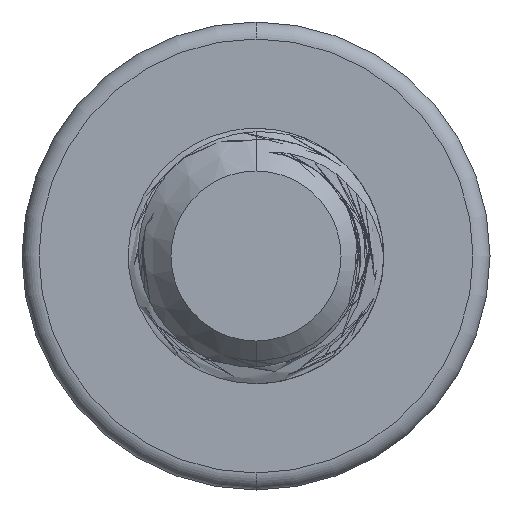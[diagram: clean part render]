
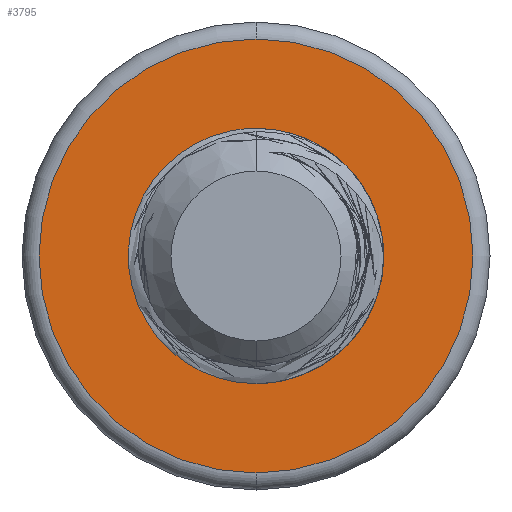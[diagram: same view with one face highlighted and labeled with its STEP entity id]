
A CAD part, front view. The second image highlights one B-rep face of the part: STEP entity #3795.
In plain terms, the highlighted planar face has unit normal (0, -1, 0).
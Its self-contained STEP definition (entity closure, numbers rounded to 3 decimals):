
#630 = DIRECTION ( 'NONE',  ( 0., 1., 0. ) ) ;
#643 = EDGE_LOOP ( 'NONE', ( #3030, #4887 ) ) ;
#829 = CARTESIAN_POINT ( 'NONE',  ( 0.629, 30., -1.214 ) ) ;
#944 = CARTESIAN_POINT ( 'NONE',  ( -0.262, 30., -1.247 ) ) ;
#1124 = DIRECTION ( 'NONE',  ( 0., 0., 1. ) ) ;
#1227 = CARTESIAN_POINT ( 'NONE',  ( -1.133, 30., 0.477 ) ) ;
#1231 = CARTESIAN_POINT ( 'NONE',  ( 1.07, 30., 1.051 ) ) ;
#1325 = AXIS2_PLACEMENT_3D ( 'NONE', #1356, #630, #8025 ) ;
#1356 = CARTESIAN_POINT ( 'NONE',  ( 0., 30., 0. ) ) ;
#1736 = CARTESIAN_POINT ( 'NONE',  ( 1.35, 30., -0.536 ) ) ;
#1780 = CARTESIAN_POINT ( 'NONE',  ( -0.613, 30., -1.078 ) ) ;
#1860 = CARTESIAN_POINT ( 'NONE',  ( 1.399, 30., -0.433 ) ) ;
#2039 = CARTESIAN_POINT ( 'NONE',  ( 0., 30., 0. ) ) ;
#2149 = CARTESIAN_POINT ( 'NONE',  ( -0.617, 30., 1.196 ) ) ;
#2519 = B_SPLINE_CURVE_WITH_KNOTS ( 'NONE', 3,
 ( #3509, #1780, #8457, #9199, #10310, #3755, #10369, #7394, #11158, #3695 ),
 .UNSPECIFIED., .F., .F.,
 ( 4, 2, 2, 2, 4 ),
 ( 0., 0., 0.001, 0.001, 0.002 ),
 .UNSPECIFIED. ) ;
#2523 = EDGE_CURVE ( 'NONE', #10466, #11992, #10354, .T. ) ;
#2775 = AXIS2_PLACEMENT_3D ( 'NONE', #6554, #5566, #2803 ) ;
#2803 = DIRECTION ( 'NONE',  ( 0., 0., 1. ) ) ;
#3030 = ORIENTED_EDGE ( 'NONE', *, *, #9919, .T. ) ;
#3449 = VERTEX_POINT ( 'NONE', #6744 ) ;
#3495 = CIRCLE ( 'NONE', #6840, 2.55 ) ;
#3509 = CARTESIAN_POINT ( 'NONE',  ( -0.461, 30., -1.14 ) ) ;
#3512 = B_SPLINE_CURVE_WITH_KNOTS ( 'NONE', 3,
 ( #3650, #7353, #6421, #1860, #1736, #10263, #5499, #829, #7478, #7410, #944, #11175 ),
 .UNSPECIFIED., .F., .F.,
 ( 4, 2, 2, 2, 2, 4 ),
 ( 0., 0., 0.001, 0.001, 0.002, 0.003 ),
 .UNSPECIFIED. ) ;
#3650 = CARTESIAN_POINT ( 'NONE',  ( 1.5, 30., 0. ) ) ;
#3695 = CARTESIAN_POINT ( 'NONE',  ( -1.133, 30., 0.477 ) ) ;
#3755 = CARTESIAN_POINT ( 'NONE',  ( -1.198, 30., -0.322 ) ) ;
#3795 = ADVANCED_FACE ( 'NONE', ( #9160, #8300 ), #5388, .F. ) ;
#4116 = CARTESIAN_POINT ( 'NONE',  ( 0.694, 30., 1.305 ) ) ;
#4742 = DIRECTION ( 'NONE',  ( 0., -1., 0. ) ) ;
#4887 = ORIENTED_EDGE ( 'NONE', *, *, #10226, .T. ) ;
#4965 = VERTEX_POINT ( 'NONE', #6570 ) ;
#4987 = CARTESIAN_POINT ( 'NONE',  ( -1.133, 30., 0.477 ) ) ;
#5331 = ORIENTED_EDGE ( 'NONE', *, *, #8482, .T. ) ;
#5388 = PLANE ( 'NONE',  #2775 ) ;
#5499 = CARTESIAN_POINT ( 'NONE',  ( 1.012, 30., -0.982 ) ) ;
#5566 = DIRECTION ( 'NONE',  ( 0., 1., 0. ) ) ;
#5687 = CARTESIAN_POINT ( 'NONE',  ( 1.5, 30., 0. ) ) ;
#5855 = CARTESIAN_POINT ( 'NONE',  ( -1.07, 30., 0.695 ) ) ;
#5862 = AXIS2_PLACEMENT_3D ( 'NONE', #6467, #4742, #11160 ) ;
#5891 = VERTEX_POINT ( 'NONE', #8580 ) ;
#6421 = CARTESIAN_POINT ( 'NONE',  ( 1.468, 30., -0.222 ) ) ;
#6467 = CARTESIAN_POINT ( 'NONE',  ( 0., 30., 0. ) ) ;
#6554 = CARTESIAN_POINT ( 'NONE',  ( 0., 30., 0. ) ) ;
#6570 = CARTESIAN_POINT ( 'NONE',  ( 0., 30., 2.55 ) ) ;
#6744 = CARTESIAN_POINT ( 'NONE',  ( 0., 30., -2.55 ) ) ;
#6840 = AXIS2_PLACEMENT_3D ( 'NONE', #2039, #9581, #1124 ) ;
#7353 = CARTESIAN_POINT ( 'NONE',  ( 1.491, 30., -0.112 ) ) ;
#7394 = CARTESIAN_POINT ( 'NONE',  ( -1.229, 30., 0.166 ) ) ;
#7410 = CARTESIAN_POINT ( 'NONE',  ( -0.038, 30., -1.298 ) ) ;
#7478 = CARTESIAN_POINT ( 'NONE',  ( 0.409, 30., -1.283 ) ) ;
#8025 = DIRECTION ( 'NONE',  ( 0., 0., 1. ) ) ;
#8300 = FACE_BOUND ( 'NONE', #9362, .T. ) ;
#8457 = CARTESIAN_POINT ( 'NONE',  ( -0.751, 30., -0.986 ) ) ;
#8482 = EDGE_CURVE ( 'NONE', #11992, #9651, #11170, .T. ) ;
#8556 = EDGE_CURVE ( 'NONE', #5891, #10466, #2519, .T. ) ;
#8580 = CARTESIAN_POINT ( 'NONE',  ( -0.461, 30., -1.14 ) ) ;
#8704 = CARTESIAN_POINT ( 'NONE',  ( -0.947, 30., 0.891 ) ) ;
#9160 = FACE_OUTER_BOUND ( 'NONE', #643, .T. ) ;
#9199 = CARTESIAN_POINT ( 'NONE',  ( -0.981, 30., -0.759 ) ) ;
#9273 = ORIENTED_EDGE ( 'NONE', *, *, #2523, .T. ) ;
#9362 = EDGE_LOOP ( 'NONE', ( #5331, #9413, #10468, #9273 ) ) ;
#9413 = ORIENTED_EDGE ( 'NONE', *, *, #9764, .T. ) ;
#9581 = DIRECTION ( 'NONE',  ( 0., -1., 0. ) ) ;
#9630 = CARTESIAN_POINT ( 'NONE',  ( 0.897, 30., 1.197 ) ) ;
#9651 = VERTEX_POINT ( 'NONE', #5687 ) ;
#9687 = CARTESIAN_POINT ( 'NONE',  ( -0.409, 30., 1.304 ) ) ;
#9745 = CARTESIAN_POINT ( 'NONE',  ( 0.026, 30., 1.412 ) ) ;
#9764 = EDGE_CURVE ( 'NONE', #9651, #5891, #3512, .T. ) ;
#9919 = EDGE_CURVE ( 'NONE', #4965, #3449, #3495, .T. ) ;
#10226 = EDGE_CURVE ( 'NONE', #3449, #4965, #10408, .T. ) ;
#10263 = CARTESIAN_POINT ( 'NONE',  ( 1.175, 30., -0.82 ) ) ;
#10310 = CARTESIAN_POINT ( 'NONE',  ( -1.073, 30., -0.621 ) ) ;
#10354 = B_SPLINE_CURVE_WITH_KNOTS ( 'NONE', 3,
 ( #4987, #5855, #8704, #2149, #9687, #9745, #11587, #4116, #9630, #1231 ),
 .UNSPECIFIED., .F., .F.,
 ( 4, 2, 2, 2, 4 ),
 ( 0., 0.001, 0.001, 0.002, 0.003 ),
 .UNSPECIFIED. ) ;
#10369 = CARTESIAN_POINT ( 'NONE',  ( -1.23, 30., -0.16 ) ) ;
#10408 = CIRCLE ( 'NONE', #5862, 2.55 ) ;
#10466 = VERTEX_POINT ( 'NONE', #1227 ) ;
#10468 = ORIENTED_EDGE ( 'NONE', *, *, #8556, .T. ) ;
#11158 = CARTESIAN_POINT ( 'NONE',  ( -1.197, 30., 0.326 ) ) ;
#11160 = DIRECTION ( 'NONE',  ( 0., 0., 1. ) ) ;
#11170 = CIRCLE ( 'NONE', #1325, 1.5 ) ;
#11175 = CARTESIAN_POINT ( 'NONE',  ( -0.461, 30., -1.14 ) ) ;
#11587 = CARTESIAN_POINT ( 'NONE',  ( 0.257, 30., 1.413 ) ) ;
#11820 = CARTESIAN_POINT ( 'NONE',  ( 1.07, 30., 1.051 ) ) ;
#11992 = VERTEX_POINT ( 'NONE', #11820 ) ;
